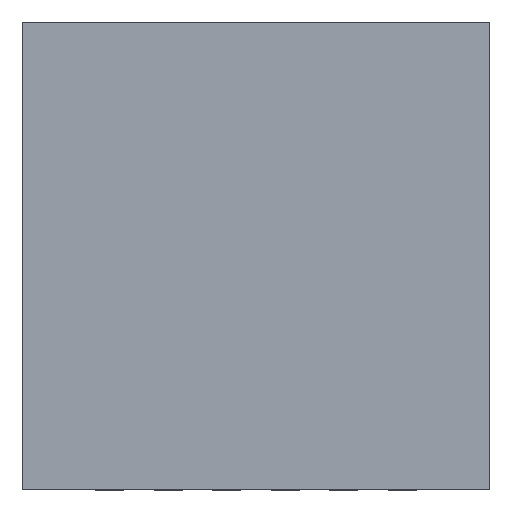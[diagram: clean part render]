
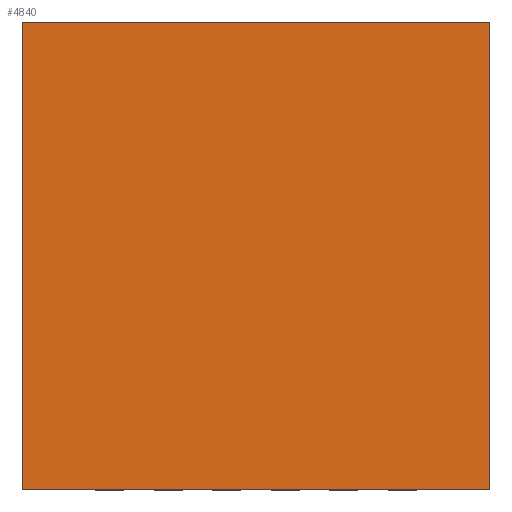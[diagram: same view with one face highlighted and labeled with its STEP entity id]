
A CAD part, top view. The second image highlights one B-rep face of the part: STEP entity #4840.
In plain terms, the highlighted face is planar.
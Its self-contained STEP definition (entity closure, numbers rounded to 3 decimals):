
#2202=DIRECTION('',(0.,0.,1.));
#2203=VECTOR('',#2202,4.);
#2204=CARTESIAN_POINT('',(-2.,0.775,-2.));
#2205=LINE('',#2204,#2203);
#2209=DIRECTION('',(-1.,0.,0.));
#2210=VECTOR('',#2209,4.);
#2211=CARTESIAN_POINT('',(2.,0.775,-2.));
#2212=LINE('',#2211,#2210);
#2216=DIRECTION('',(0.,0.,-1.));
#2217=VECTOR('',#2216,4.);
#2218=CARTESIAN_POINT('',(2.,0.775,2.));
#2219=LINE('',#2218,#2217);
#2223=DIRECTION('',(1.,0.,0.));
#2224=VECTOR('',#2223,4.);
#2225=CARTESIAN_POINT('',(-2.,0.775,2.));
#2226=LINE('',#2225,#2224);
#2870=CARTESIAN_POINT('',(-2.,0.775,-2.));
#2871=CARTESIAN_POINT('',(-2.,0.775,2.));
#2872=VERTEX_POINT('',#2870);
#2873=VERTEX_POINT('',#2871);
#2874=CARTESIAN_POINT('',(2.,0.775,2.));
#2875=VERTEX_POINT('',#2874);
#2876=CARTESIAN_POINT('',(2.,0.775,-2.));
#2877=VERTEX_POINT('',#2876);
#4829=CARTESIAN_POINT('',(0.,0.775,0.));
#4830=DIRECTION('',(0.,1.,0.));
#4831=DIRECTION('',(1.,0.,0.));
#4832=AXIS2_PLACEMENT_3D('',#4829,#4830,#4831);
#4833=PLANE('',#4832);
#4834=ORIENTED_EDGE('',*,*,#4482,.F.);
#4835=ORIENTED_EDGE('',*,*,#3845,.F.);
#4836=ORIENTED_EDGE('',*,*,#4192,.F.);
#4837=ORIENTED_EDGE('',*,*,#4319,.F.);
#4838=EDGE_LOOP('',(#4834,#4835,#4836,#4837));
#4839=FACE_OUTER_BOUND('',#4838,.F.);
#3845=EDGE_CURVE('',#2877,#2872,#2212,.T.);
#4192=EDGE_CURVE('',#2875,#2877,#2219,.T.);
#4319=EDGE_CURVE('',#2873,#2875,#2226,.T.);
#4482=EDGE_CURVE('',#2872,#2873,#2205,.T.);
#4840=ADVANCED_FACE('',(#4839),#4833,.T.);
